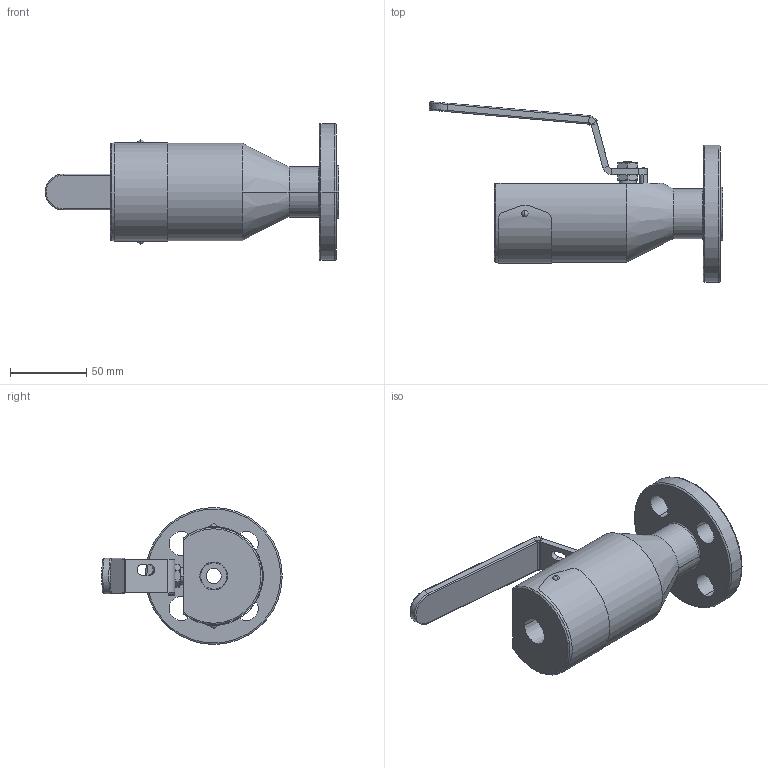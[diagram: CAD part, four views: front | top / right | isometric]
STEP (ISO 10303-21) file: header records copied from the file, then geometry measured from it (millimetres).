
FILE_DESCRIPTION((''),'2;1');
FILE_NAME('PRT0001','2022-02-14T',('BrunoR'),(''),'CREO PARAMETRIC BY PTC INC, 2015080','CREO PARAMETRIC BY PTC INC, 2015080','');
FILE_SCHEMA(('CONFIG_CONTROL_DESIGN'));
Length unit declared in the file: millimetre
Products named in the file (1): PRT0001
Bounding box: 192.86 x 118.59 x 90 mm (x, y, z)
Surface area: 61159.5 mm2 (no closed solid volume)
Topology: 0 solids, 39 shells, 220 faces, 1213 edges, 1022 vertices
Faces by surface type: plane 91, cylinder 65, cone 39, torus 15, sphere 6, bspline 4
Entity records: 12460 total; most frequent: CARTESIAN_POINT 3306, DIRECTION 1764, ORIENTED_EDGE 1597, EDGE_CURVE 1205, VERTEX_POINT 1022, VECTOR 878, LINE 878, AXIS2_PLACEMENT_3D 443
